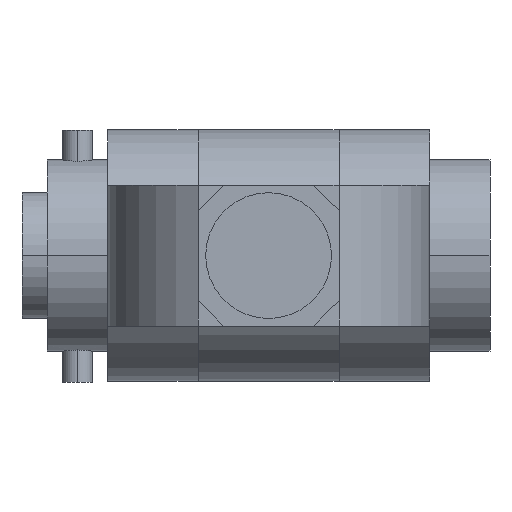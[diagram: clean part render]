
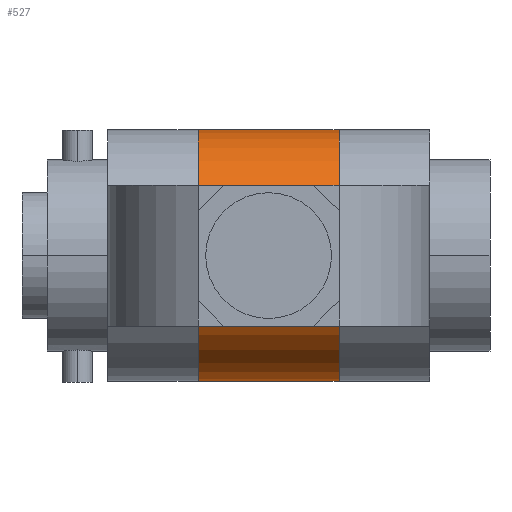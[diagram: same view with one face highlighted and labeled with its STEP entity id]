
A CAD part, left-side view. The second image highlights one B-rep face of the part: STEP entity #527.
In plain terms, the highlighted cylindrical face has radius 25 mm (diameter 50 mm), a partial arc.
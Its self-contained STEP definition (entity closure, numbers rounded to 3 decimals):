
#162=CARTESIAN_POINT('',(0.,-14.,0.));
#163=DIRECTION('',(0.,-1.,0.));
#164=DIRECTION('',(0.828,0.,0.56));
#165=AXIS2_PLACEMENT_3D('',#162,#163,#164);
#167=DIRECTION('',(0.,1.,0.));
#168=VECTOR('',#167,28.);
#169=CARTESIAN_POINT('',(20.712,-14.,-14.));
#170=LINE('',#169,#168);
#171=CARTESIAN_POINT('',(0.,14.,0.));
#172=DIRECTION('',(0.,1.,0.));
#173=DIRECTION('',(0.828,0.,-0.56));
#174=AXIS2_PLACEMENT_3D('',#171,#172,#173);
#176=DIRECTION('',(0.,1.,0.));
#177=VECTOR('',#176,28.);
#178=CARTESIAN_POINT('',(20.712,-14.,14.));
#179=LINE('',#178,#177);
#212=CARTESIAN_POINT('',(20.712,-14.,14.));
#213=CARTESIAN_POINT('',(20.712,14.,14.));
#214=VERTEX_POINT('',#212);
#215=VERTEX_POINT('',#213);
#216=CARTESIAN_POINT('',(20.712,-14.,-14.));
#217=CARTESIAN_POINT('',(20.712,14.,-14.));
#218=VERTEX_POINT('',#216);
#219=VERTEX_POINT('',#217);
#515=CARTESIAN_POINT('',(0.,-14.,0.));
#516=DIRECTION('',(0.,1.,0.));
#517=DIRECTION('',(0.,0.,-1.));
#518=AXIS2_PLACEMENT_3D('',#515,#516,#517);
#519=CYLINDRICAL_SURFACE('',#518,25.);
#520=ORIENTED_EDGE('',*,*,#277,.T.);
#521=ORIENTED_EDGE('',*,*,#474,.T.);
#522=ORIENTED_EDGE('',*,*,#335,.T.);
#524=ORIENTED_EDGE('',*,*,#523,.F.);
#525=EDGE_LOOP('',(#520,#521,#522,#524));
#526=FACE_OUTER_BOUND('',#525,.F.);
#527=ADVANCED_FACE('',(#526),#519,.T.);
#166=CIRCLE('',#165,25.);
#175=CIRCLE('',#174,25.);
#277=EDGE_CURVE('',#214,#218,#166,.T.);
#335=EDGE_CURVE('',#219,#215,#175,.T.);
#474=EDGE_CURVE('',#218,#219,#170,.T.);
#523=EDGE_CURVE('',#214,#215,#179,.T.);
